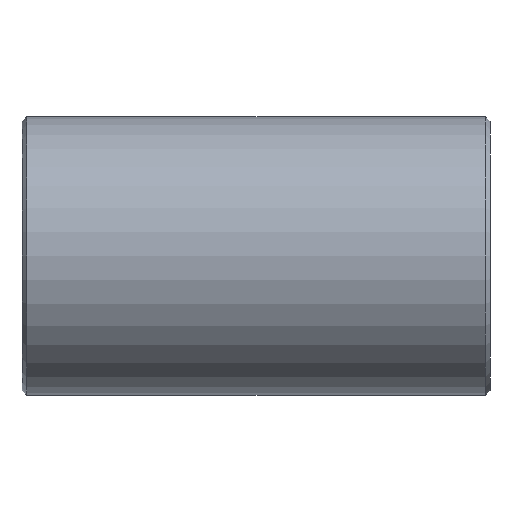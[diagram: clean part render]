
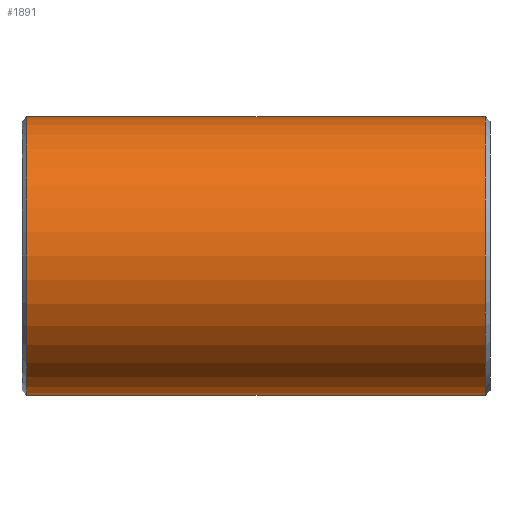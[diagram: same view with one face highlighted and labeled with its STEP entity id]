
A CAD part, left-side view. The second image highlights one B-rep face of the part: STEP entity #1891.
In plain terms, the highlighted cylindrical face has radius 2.975 mm (diameter 5.95 mm), a partial arc.
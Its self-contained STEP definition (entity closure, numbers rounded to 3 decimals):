
#48 = FACE_OUTER_BOUND ( 'NONE', #3233, .T. ) ;
#172 = CARTESIAN_POINT ( 'NONE',  ( 0., -4.9, -2.975 ) ) ;
#351 = ORIENTED_EDGE ( 'NONE', *, *, #3375, .T. ) ;
#814 = CIRCLE ( 'NONE', #4221, 2.975 ) ;
#968 = EDGE_CURVE ( 'NONE', #1979, #2521, #2171, .T. ) ;
#999 = CARTESIAN_POINT ( 'NONE',  ( 0., 4.9, 2.975 ) ) ;
#1053 = CARTESIAN_POINT ( 'NONE',  ( 0., 4.9, -2.975 ) ) ;
#1362 = CARTESIAN_POINT ( 'NONE',  ( 0., -4.9, 2.975 ) ) ;
#1891 = ADVANCED_FACE ( 'NONE', ( #48 ), #4363, .T. ) ;
#1979 = VERTEX_POINT ( 'NONE', #999 ) ;
#1986 = CARTESIAN_POINT ( 'NONE',  ( 0., -4.9, 0. ) ) ;
#2063 = CARTESIAN_POINT ( 'NONE',  ( 0., 4.9, 0. ) ) ;
#2077 = DIRECTION ( 'NONE',  ( 0., 0., 1. ) ) ;
#2143 = AXIS2_PLACEMENT_3D ( 'NONE', #5008, #4161, #3405 ) ;
#2171 = LINE ( 'NONE', #3186, #2956 ) ;
#2328 = DIRECTION ( 'NONE',  ( 0., -1., 0. ) ) ;
#2411 = CIRCLE ( 'NONE', #4275, 2.975 ) ;
#2521 = VERTEX_POINT ( 'NONE', #1362 ) ;
#2674 = EDGE_CURVE ( 'NONE', #4906, #3675, #4013, .T. ) ;
#2867 = ORIENTED_EDGE ( 'NONE', *, *, #2674, .T. ) ;
#2956 = VECTOR ( 'NONE', #2328, 1000. ) ;
#3186 = CARTESIAN_POINT ( 'NONE',  ( 0., 5., 2.975 ) ) ;
#3233 = EDGE_LOOP ( 'NONE', ( #4720, #351, #2867, #4404 ) ) ;
#3375 = EDGE_CURVE ( 'NONE', #1979, #4906, #2411, .T. ) ;
#3405 = DIRECTION ( 'NONE',  ( 0., 0., -1. ) ) ;
#3511 = VECTOR ( 'NONE', #4341, 1000. ) ;
#3646 = DIRECTION ( 'NONE',  ( 0., 1., 0. ) ) ;
#3675 = VERTEX_POINT ( 'NONE', #172 ) ;
#3692 = DIRECTION ( 'NONE',  ( 0., -1., 0. ) ) ;
#3813 = EDGE_CURVE ( 'NONE', #3675, #2521, #814, .T. ) ;
#4013 = LINE ( 'NONE', #5068, #3511 ) ;
#4161 = DIRECTION ( 'NONE',  ( 0., -1., 0. ) ) ;
#4221 = AXIS2_PLACEMENT_3D ( 'NONE', #1986, #3646, #4866 ) ;
#4275 = AXIS2_PLACEMENT_3D ( 'NONE', #2063, #3692, #2077 ) ;
#4341 = DIRECTION ( 'NONE',  ( 0., -1., 0. ) ) ;
#4363 = CYLINDRICAL_SURFACE ( 'NONE', #2143, 2.975 ) ;
#4404 = ORIENTED_EDGE ( 'NONE', *, *, #3813, .T. ) ;
#4720 = ORIENTED_EDGE ( 'NONE', *, *, #968, .F. ) ;
#4866 = DIRECTION ( 'NONE',  ( 0., 0., 1. ) ) ;
#4906 = VERTEX_POINT ( 'NONE', #1053 ) ;
#5008 = CARTESIAN_POINT ( 'NONE',  ( 0., 5., 0. ) ) ;
#5068 = CARTESIAN_POINT ( 'NONE',  ( 0., 5., -2.975 ) ) ;
